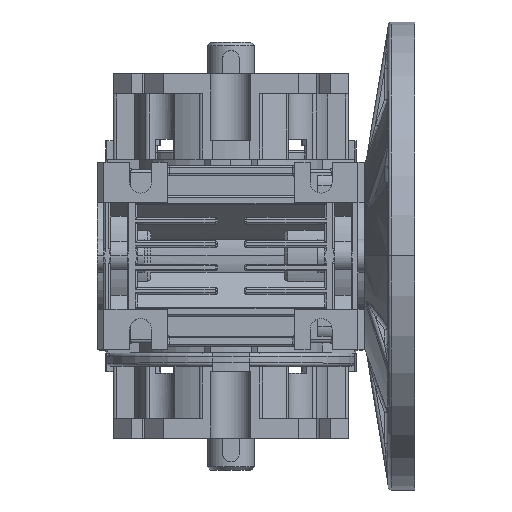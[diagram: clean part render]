
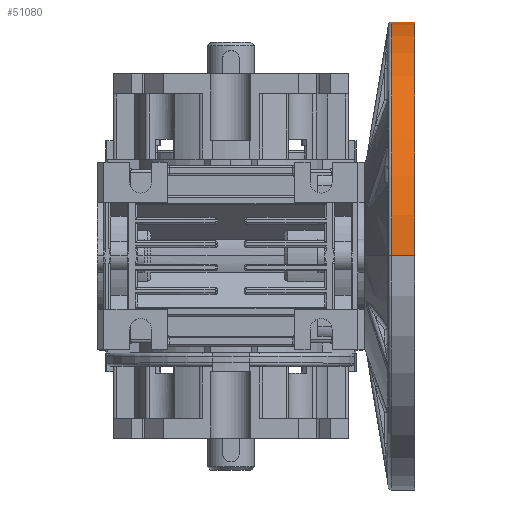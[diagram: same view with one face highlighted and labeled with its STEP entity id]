
A CAD part, top view. The second image highlights one B-rep face of the part: STEP entity #51080.
In plain terms, the highlighted cylindrical face has radius 70 mm (diameter 140 mm), a partial arc.
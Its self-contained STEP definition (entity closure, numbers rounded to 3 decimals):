
#31683 = DIRECTION ( 'NONE',  ( 1., 0., 0. ) ) ;
#31684 = DIRECTION ( 'NONE',  ( 0., 0., -1. ) ) ;
#31685 = CARTESIAN_POINT ( 'NONE',  ( 0., 0., 7. ) ) ;
#31686 = AXIS2_PLACEMENT_3D ( 'NONE', #31685, #31684, #31683 ) ;
#31687 = CIRCLE ( 'NONE', #31686, 70. ) ;
#31695 = CARTESIAN_POINT ( 'NONE',  ( -70., 0., 7. ) ) ;
#31697 = CARTESIAN_POINT ( 'NONE',  ( 70., 0., 7. ) ) ;
#34769 = DIRECTION ( 'NONE',  ( -1., 0., 0. ) ) ;
#34770 = DIRECTION ( 'NONE',  ( 0., 0., -1. ) ) ;
#34771 = CARTESIAN_POINT ( 'NONE',  ( 0., 0., 8. ) ) ;
#34772 = AXIS2_PLACEMENT_3D ( 'NONE', #34771, #34770, #34769 ) ;
#34773 = CYLINDRICAL_SURFACE ( 'NONE', #34772, 70. ) ;
#34789 = FACE_OUTER_BOUND ( 'NONE', #51125, .T. ) ;
#38112 = DIRECTION ( 'NONE',  ( 0., 0., -1. ) ) ;
#38113 = VECTOR ( 'NONE', #38112, 1000. ) ;
#38114 = CARTESIAN_POINT ( 'NONE',  ( 70., 0., 8. ) ) ;
#38115 = LINE ( 'NONE', #38114, #38113 ) ;
#38131 = CARTESIAN_POINT ( 'NONE',  ( 0., 0., 0. ) ) ;
#38132 = AXIS2_PLACEMENT_3D ( 'NONE', #38131, #38187, #38186 ) ;
#38133 = CIRCLE ( 'NONE', #38132, 70. ) ;
#38141 = CARTESIAN_POINT ( 'NONE',  ( 70., 0., 0. ) ) ;
#38186 = DIRECTION ( 'NONE',  ( 1., 0., 0. ) ) ;
#38187 = DIRECTION ( 'NONE',  ( 0., 0., 1. ) ) ;
#38256 = CARTESIAN_POINT ( 'NONE',  ( -70., 0., 0. ) ) ;
#38263 = DIRECTION ( 'NONE',  ( 0., 0., -1. ) ) ;
#38264 = VECTOR ( 'NONE', #38263, 1000. ) ;
#38265 = CARTESIAN_POINT ( 'NONE',  ( -70., 0., 8. ) ) ;
#38266 = LINE ( 'NONE', #38265, #38264 ) ;
#49985 = VERTEX_POINT ( 'NONE', #31697 ) ;
#49987 = VERTEX_POINT ( 'NONE', #31695 ) ;
#49992 = EDGE_CURVE ( 'NONE', #49987, #49985, #31687, .T. ) ;
#51080 = ADVANCED_FACE ( 'NONE', ( #34789 ), #34773, .T. ) ;
#51125 = EDGE_LOOP ( 'NONE', ( #51148, #52225, #52228, #52122 ) ) ;
#51148 = ORIENTED_EDGE ( 'NONE', *, *, #49992, .T. ) ;
#52122 = ORIENTED_EDGE ( 'NONE', *, *, #52175, .F. ) ;
#52128 = EDGE_CURVE ( 'NONE', #49985, #52137, #38115, .T. ) ;
#52137 = VERTEX_POINT ( 'NONE', #38141 ) ;
#52145 = EDGE_CURVE ( 'NONE', #52137, #52180, #38133, .T. ) ;
#52175 = EDGE_CURVE ( 'NONE', #49987, #52180, #38266, .T. ) ;
#52180 = VERTEX_POINT ( 'NONE', #38256 ) ;
#52225 = ORIENTED_EDGE ( 'NONE', *, *, #52128, .T. ) ;
#52228 = ORIENTED_EDGE ( 'NONE', *, *, #52145, .T. ) ;
